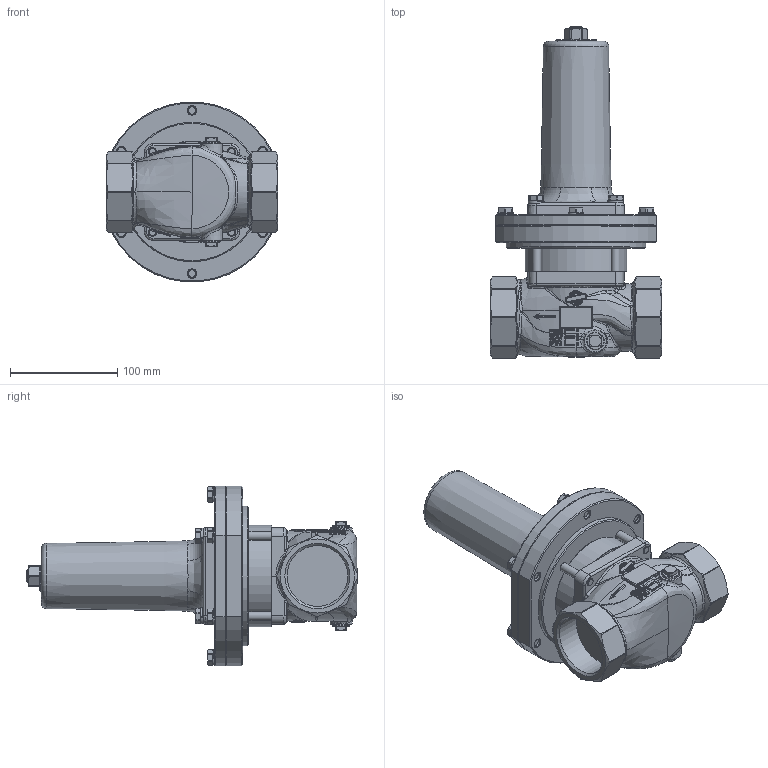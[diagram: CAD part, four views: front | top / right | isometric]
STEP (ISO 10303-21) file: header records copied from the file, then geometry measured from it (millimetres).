
FILE_DESCRIPTION(/* description */ (''),/* implementation_level */ '2;1');
FILE_NAME(/* name */ '075007.stp',/* time_stamp */ '2015-10-26T15:34:07+01:00',/* author */ ('powierski'),/* organization */ (''),/* preprocessor_version */ 'ST-DEVELOPER v15.6',/* originating_system */ 'Autodesk Inventor 2015',/* authorisation */ '');
FILE_SCHEMA (('AUTOMOTIVE_DESIGN { 1 0 10303 214 3 1 1 }'));
Products named in the file (1): 075007_step
Bounding box: 160 x 309.37 x 167.39 mm (x, y, z)
Volume: 2052584.1 mm3; surface area: 167509.5 mm2
Topology: 1 solids, 10 shells, 1613 faces, 3916 edges, 2320 vertices
Faces by surface type: bspline 636, plane 367, cylinder 340, cone 176, torus 50, sphere 44
Full cylindrical faces by diameter (mm): 8 x20, 8.2 x10, 8.5 x8, 10 x3, 12 x2, 12.2 x1, 13 x4, 13.5 x4, 16.5 x2, 20 x1, 56.66 x2, 95 x1, 130 x1
Entity records: 76572 total; most frequent: CARTESIAN_POINT 43036, ORIENTED_EDGE 7366, DIRECTION 5145, EDGE_CURVE 3677, VERTEX_POINT 2247, AXIS2_PLACEMENT_3D 2188, EDGE_LOOP 1814, FACE_OUTER_BOUND 1612
